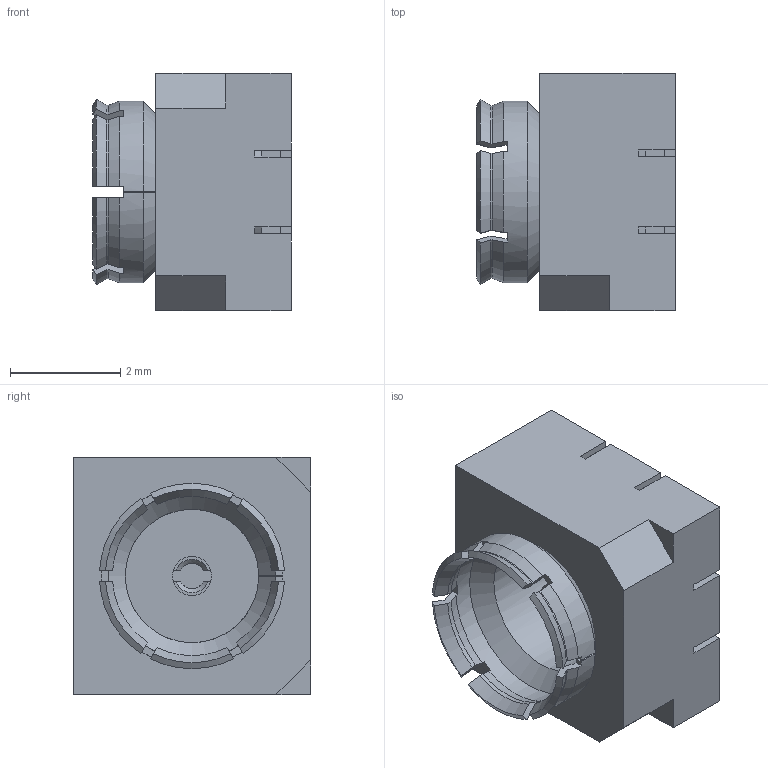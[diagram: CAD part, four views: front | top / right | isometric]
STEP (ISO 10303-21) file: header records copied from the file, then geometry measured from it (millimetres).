
FILE_DESCRIPTION((''),'2;1');
FILE_NAME('OS-908-22101TY_SW0001','2020-05-20T12:32:32',('Kaviyarasan'),(''),'CREO PARAMETRIC BY PTC INC, 2019444','CREO PARAMETRIC BY PTC INC, 2019444','');
FILE_SCHEMA(('CONFIG_CONTROL_DESIGN'));
Length unit declared in the file: millimetre
Products named in the file (1): OS-908-22101TY_SW0001
Bounding box: 3.61 x 4.32 x 4.32 mm (x, y, z)
Volume: 39.1 mm3; surface area: 135.9 mm2
Topology: 1 solids, 1 shells, 204 faces, 597 edges, 393 vertices
Faces by surface type: plane 135, cone 35, cylinder 28, bspline 6
Entity records: 7096 total; most frequent: CARTESIAN_POINT 1700, ORIENTED_EDGE 1194, DIRECTION 1032, EDGE_CURVE 597, VECTOR 402, LINE 402, VERTEX_POINT 393, AXIS2_PLACEMENT_3D 315
